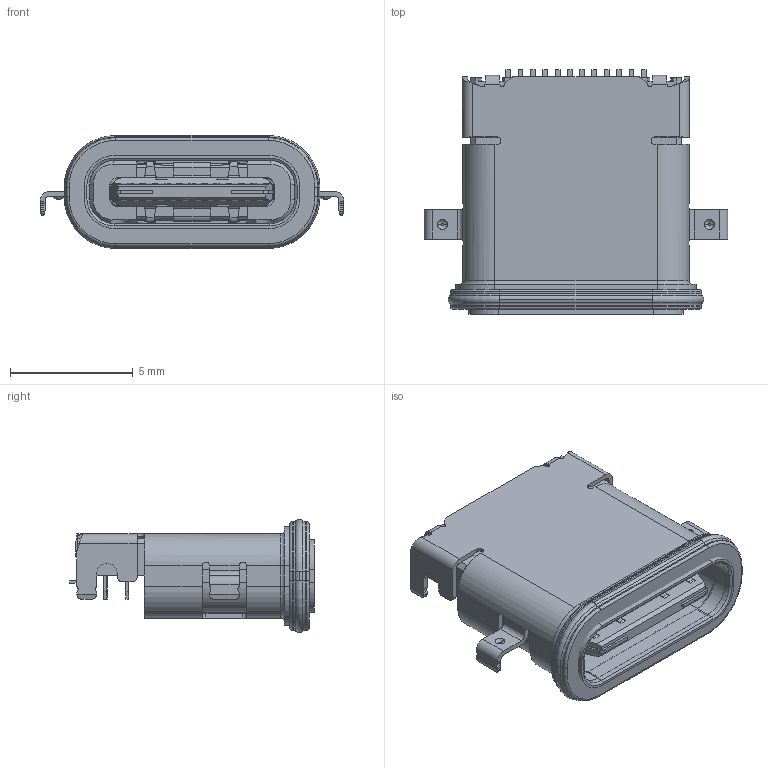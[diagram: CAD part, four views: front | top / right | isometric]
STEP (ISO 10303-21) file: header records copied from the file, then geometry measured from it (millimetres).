
FILE_DESCRIPTION((''),'2;1');
FILE_NAME('__USB_3_1_TYPE-C___ASM','2017-02-10T',('chenshaobin'),(''),'PRO/ENGINEER BY PARAMETRIC TECHNOLOGY CORPORATION, 2014000','PRO/ENGINEER BY PARAMETRIC TECHNOLOGY CORPORATION, 2014000','');
FILE_SCHEMA(('CONFIG_CONTROL_DESIGN'));
Length unit declared in the file: millimetre
Products named in the file (4): PCB_; PRODUCT_47824; __3___USB_3_1_TYPE-C__; __USB_3_1_TYPE-C___ASM
Assembly tree (3 placements, depth 2):
  __USB_3_1_TYPE-C___ASM
    PCB_
    PRODUCT_47824
    __3___USB_3_1_TYPE-C__
Bounding box: 12.35 x 9.94 x 4.6 mm (x, y, z)
Volume: 170.1 mm3; surface area: 956.9 mm2
Topology: 2 solids, 8 shells, 1615 faces, 4601 edges, 2987 vertices
Faces by surface type: plane 979, cylinder 454, bspline 106, torus 40, cone 36
Entity records: 55218 total; most frequent: CARTESIAN_POINT 13098, ORIENTED_EDGE 8904, DIRECTION 8490, EDGE_CURVE 4452, VECTOR 3162, LINE 3162, VERTEX_POINT 2837, AXIS2_PLACEMENT_3D 2664
